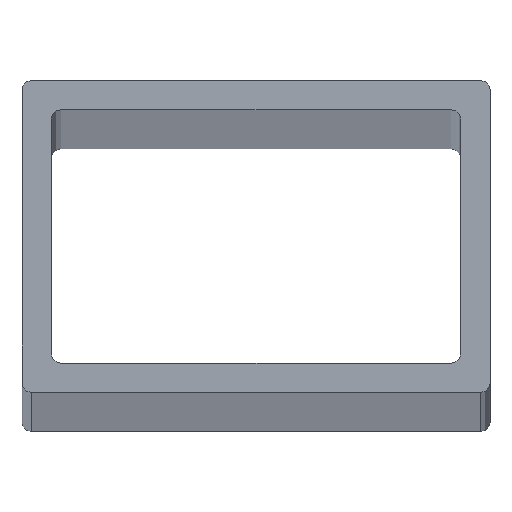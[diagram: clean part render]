
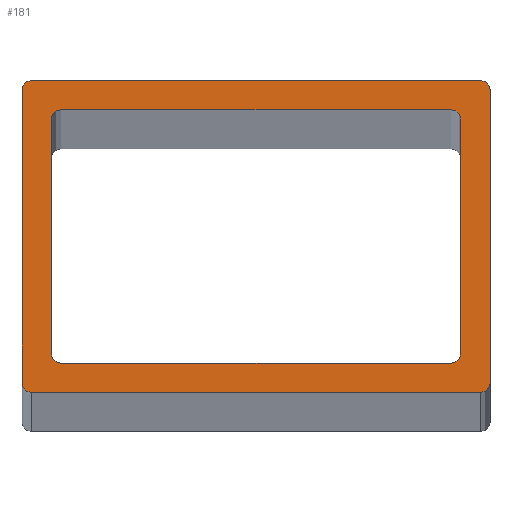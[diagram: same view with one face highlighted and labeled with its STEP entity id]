
A CAD part, top view. The second image highlights one B-rep face of the part: STEP entity #181.
In plain terms, the highlighted planar face has unit normal (0, 0, 1).
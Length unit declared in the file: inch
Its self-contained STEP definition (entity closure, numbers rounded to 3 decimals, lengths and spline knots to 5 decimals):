
#3 = DIRECTION ( 'NONE',  ( 1., 0., 0. ) ) ;
#6 = CARTESIAN_POINT ( 'NONE',  ( -0.328, -0.188, 36. ) ) ;
#10 = DIRECTION ( 'NONE',  ( 0., 0., 1. ) ) ;
#11 = AXIS2_PLACEMENT_3D ( 'NONE', #506, #403, #15 ) ;
#13 = DIRECTION ( 'NONE',  ( 0., 0., 1. ) ) ;
#15 = DIRECTION ( 'NONE',  ( -1., 0., 0. ) ) ;
#18 = LINE ( 'NONE', #299, #237 ) ;
#19 = AXIS2_PLACEMENT_3D ( 'NONE', #291, #10, #201 ) ;
#22 = EDGE_CURVE ( 'NONE', #407, #173, #461, .T. ) ;
#23 = LINE ( 'NONE', #216, #393 ) ;
#32 = LINE ( 'NONE', #87, #363 ) ;
#37 = ORIENTED_EDGE ( 'NONE', *, *, #596, .T. ) ;
#53 = DIRECTION ( 'NONE',  ( -1., 0., 0. ) ) ;
#58 = EDGE_CURVE ( 'NONE', #586, #397, #108, .T. ) ;
#59 = CARTESIAN_POINT ( 'NONE',  ( -0.328, 0.188, 36. ) ) ;
#62 = AXIS2_PLACEMENT_3D ( 'NONE', #373, #309, #597 ) ;
#68 = FACE_BOUND ( 'NONE', #221, .T. ) ;
#71 = VERTEX_POINT ( 'NONE', #388 ) ;
#73 = ORIENTED_EDGE ( 'NONE', *, *, #523, .T. ) ;
#76 = VERTEX_POINT ( 'NONE', #6 ) ;
#79 = ORIENTED_EDGE ( 'NONE', *, *, #518, .F. ) ;
#81 = CARTESIAN_POINT ( 'NONE',  ( 0.375, -0.235, 36. ) ) ;
#87 = CARTESIAN_POINT ( 'NONE',  ( -0.328, -0.188, 36. ) ) ;
#90 = VECTOR ( 'NONE', #265, 39.37008 ) ;
#94 = VERTEX_POINT ( 'NONE', #59 ) ;
#96 = DIRECTION ( 'NONE',  ( -1., 0., 0. ) ) ;
#102 = VERTEX_POINT ( 'NONE', #380 ) ;
#108 = LINE ( 'NONE', #568, #209 ) ;
#120 = CIRCLE ( 'NONE', #19, 0.015 ) ;
#122 = ORIENTED_EDGE ( 'NONE', *, *, #178, .T. ) ;
#123 = LINE ( 'NONE', #575, #90 ) ;
#125 = VERTEX_POINT ( 'NONE', #525 ) ;
#126 = DIRECTION ( 'NONE',  ( -1., 0., 0. ) ) ;
#134 = CIRCLE ( 'NONE', #405, 0.015 ) ;
#137 = EDGE_CURVE ( 'NONE', #173, #508, #244, .T. ) ;
#143 = DIRECTION ( 'NONE',  ( 0., 0., 1. ) ) ;
#146 = CARTESIAN_POINT ( 'NONE',  ( -0.36, 0.235, 36. ) ) ;
#148 = DIRECTION ( 'NONE',  ( 1., 0., 0. ) ) ;
#152 = AXIS2_PLACEMENT_3D ( 'NONE', #191, #524, #96 ) ;
#153 = CARTESIAN_POINT ( 'NONE',  ( 0.36, -0.25, 36. ) ) ;
#159 = EDGE_CURVE ( 'NONE', #456, #94, #120, .T. ) ;
#163 = CARTESIAN_POINT ( 'NONE',  ( -0.313, -0.188, 36. ) ) ;
#167 = DIRECTION ( 'NONE',  ( 0., 1., 0. ) ) ;
#173 = VERTEX_POINT ( 'NONE', #213 ) ;
#174 = DIRECTION ( 'NONE',  ( 0., 0., 1. ) ) ;
#177 = CARTESIAN_POINT ( 'NONE',  ( -0.313, 0.203, 36. ) ) ;
#178 = EDGE_CURVE ( 'NONE', #102, #125, #18, .T. ) ;
#181 = ADVANCED_FACE ( 'NONE', ( #354, #68 ), #546, .F. ) ;
#183 = VECTOR ( 'NONE', #3, 39.37008 ) ;
#191 = CARTESIAN_POINT ( 'NONE',  ( 0.313, -0.188, 36. ) ) ;
#193 = CARTESIAN_POINT ( 'NONE',  ( 0.313, 0.203, 36. ) ) ;
#200 = LINE ( 'NONE', #477, #572 ) ;
#201 = DIRECTION ( 'NONE',  ( -1., 0., 0. ) ) ;
#209 = VECTOR ( 'NONE', #148, 39.37008 ) ;
#211 = LINE ( 'NONE', #579, #315 ) ;
#213 = CARTESIAN_POINT ( 'NONE',  ( -0.36, -0.25, 36. ) ) ;
#216 = CARTESIAN_POINT ( 'NONE',  ( -0.313, 0.203, 36. ) ) ;
#217 = ORIENTED_EDGE ( 'NONE', *, *, #326, .F. ) ;
#221 = EDGE_LOOP ( 'NONE', ( #557, #217, #515, #304, #435, #499, #79, #410 ) ) ;
#225 = CARTESIAN_POINT ( 'NONE',  ( 0.375, 0.235, 36. ) ) ;
#237 = VECTOR ( 'NONE', #585, 39.37008 ) ;
#244 = LINE ( 'NONE', #520, #183 ) ;
#249 = EDGE_CURVE ( 'NONE', #71, #374, #211, .T. ) ;
#250 = CARTESIAN_POINT ( 'NONE',  ( 0.36, 0.235, 36. ) ) ;
#251 = DIRECTION ( 'NONE',  ( 1., 0., 0. ) ) ;
#257 = DIRECTION ( 'NONE',  ( 0., 0., -1. ) ) ;
#264 = EDGE_CURVE ( 'NONE', #76, #586, #134, .T. ) ;
#265 = DIRECTION ( 'NONE',  ( 0., 1., 0. ) ) ;
#266 = DIRECTION ( 'NONE',  ( 0., -1., 0. ) ) ;
#276 = CARTESIAN_POINT ( 'NONE',  ( 0.328, 0.188, 36. ) ) ;
#277 = EDGE_CURVE ( 'NONE', #464, #456, #23, .T. ) ;
#283 = DIRECTION ( 'NONE',  ( -1., 0., 0. ) ) ;
#291 = CARTESIAN_POINT ( 'NONE',  ( -0.313, 0.188, 36. ) ) ;
#296 = DIRECTION ( 'NONE',  ( -1., 0., 0. ) ) ;
#299 = CARTESIAN_POINT ( 'NONE',  ( -0.36, 0.25, 36. ) ) ;
#304 = ORIENTED_EDGE ( 'NONE', *, *, #277, .F. ) ;
#309 = DIRECTION ( 'NONE',  ( 0., 0., 1. ) ) ;
#312 = AXIS2_PLACEMENT_3D ( 'NONE', #250, #437, #126 ) ;
#314 = CARTESIAN_POINT ( 'NONE',  ( -0.375, 0.235, 36. ) ) ;
#315 = VECTOR ( 'NONE', #167, 39.37008 ) ;
#318 = VERTEX_POINT ( 'NONE', #225 ) ;
#323 = ORIENTED_EDGE ( 'NONE', *, *, #137, .T. ) ;
#326 = EDGE_CURVE ( 'NONE', #94, #76, #32, .T. ) ;
#354 = FACE_OUTER_BOUND ( 'NONE', #370, .T. ) ;
#361 = CARTESIAN_POINT ( 'NONE',  ( 0.313, -0.203, 36. ) ) ;
#363 = VECTOR ( 'NONE', #266, 39.37008 ) ;
#365 = VERTEX_POINT ( 'NONE', #314 ) ;
#369 = CARTESIAN_POINT ( 'NONE',  ( -0.375, -0.235, 36. ) ) ;
#370 = EDGE_LOOP ( 'NONE', ( #399, #323, #479, #490, #37, #122, #449, #73 ) ) ;
#373 = CARTESIAN_POINT ( 'NONE',  ( 0.36, -0.235, 36. ) ) ;
#374 = VERTEX_POINT ( 'NONE', #276 ) ;
#380 = CARTESIAN_POINT ( 'NONE',  ( 0.36, 0.25, 36. ) ) ;
#385 = CIRCLE ( 'NONE', #11, 0.015 ) ;
#388 = CARTESIAN_POINT ( 'NONE',  ( 0.328, -0.188, 36. ) ) ;
#393 = VECTOR ( 'NONE', #296, 39.37008 ) ;
#397 = VERTEX_POINT ( 'NONE', #361 ) ;
#399 = ORIENTED_EDGE ( 'NONE', *, *, #22, .T. ) ;
#400 = DIRECTION ( 'NONE',  ( -1., 0., 0. ) ) ;
#403 = DIRECTION ( 'NONE',  ( 0., 0., 1. ) ) ;
#405 = AXIS2_PLACEMENT_3D ( 'NONE', #163, #174, #251 ) ;
#407 = VERTEX_POINT ( 'NONE', #369 ) ;
#410 = ORIENTED_EDGE ( 'NONE', *, *, #58, .F. ) ;
#435 = ORIENTED_EDGE ( 'NONE', *, *, #550, .F. ) ;
#437 = DIRECTION ( 'NONE',  ( 0., 0., 1. ) ) ;
#439 = EDGE_CURVE ( 'NONE', #508, #598, #491, .T. ) ;
#449 = ORIENTED_EDGE ( 'NONE', *, *, #458, .T. ) ;
#456 = VERTEX_POINT ( 'NONE', #177 ) ;
#458 = EDGE_CURVE ( 'NONE', #125, #365, #463, .T. ) ;
#461 = CIRCLE ( 'NONE', #502, 0.015 ) ;
#463 = CIRCLE ( 'NONE', #553, 0.015 ) ;
#464 = VERTEX_POINT ( 'NONE', #193 ) ;
#477 = CARTESIAN_POINT ( 'NONE',  ( -0.375, -0.235, 36. ) ) ;
#479 = ORIENTED_EDGE ( 'NONE', *, *, #439, .T. ) ;
#489 = CARTESIAN_POINT ( 'NONE',  ( -0.36, -0.235, 36. ) ) ;
#490 = ORIENTED_EDGE ( 'NONE', *, *, #565, .T. ) ;
#491 = CIRCLE ( 'NONE', #62, 0.015 ) ;
#495 = CARTESIAN_POINT ( 'NONE',  ( -0.313, -0.203, 36. ) ) ;
#499 = ORIENTED_EDGE ( 'NONE', *, *, #249, .F. ) ;
#502 = AXIS2_PLACEMENT_3D ( 'NONE', #530, #13, #53 ) ;
#506 = CARTESIAN_POINT ( 'NONE',  ( 0.313, 0.188, 36. ) ) ;
#508 = VERTEX_POINT ( 'NONE', #153 ) ;
#513 = CIRCLE ( 'NONE', #152, 0.015 ) ;
#515 = ORIENTED_EDGE ( 'NONE', *, *, #159, .F. ) ;
#518 = EDGE_CURVE ( 'NONE', #397, #71, #513, .T. ) ;
#520 = CARTESIAN_POINT ( 'NONE',  ( -0.36, -0.25, 36. ) ) ;
#523 = EDGE_CURVE ( 'NONE', #365, #407, #200, .T. ) ;
#524 = DIRECTION ( 'NONE',  ( 0., 0., 1. ) ) ;
#525 = CARTESIAN_POINT ( 'NONE',  ( -0.36, 0.25, 36. ) ) ;
#530 = CARTESIAN_POINT ( 'NONE',  ( -0.36, -0.235, 36. ) ) ;
#537 = CIRCLE ( 'NONE', #312, 0.015 ) ;
#546 = PLANE ( 'NONE',  #580 ) ;
#550 = EDGE_CURVE ( 'NONE', #374, #464, #385, .T. ) ;
#553 = AXIS2_PLACEMENT_3D ( 'NONE', #146, #143, #283 ) ;
#557 = ORIENTED_EDGE ( 'NONE', *, *, #264, .F. ) ;
#565 = EDGE_CURVE ( 'NONE', #598, #318, #123, .T. ) ;
#568 = CARTESIAN_POINT ( 'NONE',  ( -0.313, -0.203, 36. ) ) ;
#572 = VECTOR ( 'NONE', #573, 39.37008 ) ;
#573 = DIRECTION ( 'NONE',  ( 0., -1., 0. ) ) ;
#575 = CARTESIAN_POINT ( 'NONE',  ( 0.375, -0.235, 36. ) ) ;
#579 = CARTESIAN_POINT ( 'NONE',  ( 0.328, -0.188, 36. ) ) ;
#580 = AXIS2_PLACEMENT_3D ( 'NONE', #489, #257, #400 ) ;
#585 = DIRECTION ( 'NONE',  ( -1., 0., 0. ) ) ;
#586 = VERTEX_POINT ( 'NONE', #495 ) ;
#596 = EDGE_CURVE ( 'NONE', #318, #102, #537, .T. ) ;
#597 = DIRECTION ( 'NONE',  ( 1., 0., 0. ) ) ;
#598 = VERTEX_POINT ( 'NONE', #81 ) ;
